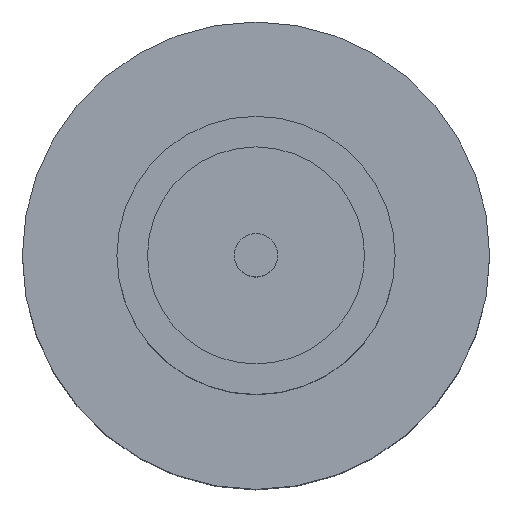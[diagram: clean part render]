
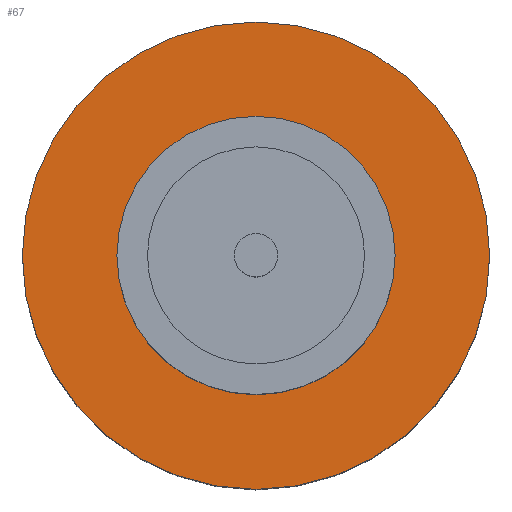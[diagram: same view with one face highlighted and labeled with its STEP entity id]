
A CAD part, top view. The second image highlights one B-rep face of the part: STEP entity #67.
In plain terms, the highlighted planar face has unit normal (0, 0, 1).
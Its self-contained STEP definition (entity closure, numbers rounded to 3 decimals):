
#3 = CIRCLE ( 'NONE', #556, 1.25 ) ;
#4 = CARTESIAN_POINT ( 'NONE',  ( 1.25, 0., 1.55 ) ) ;
#6 = DIRECTION ( 'NONE',  ( 1., 0., 0. ) ) ;
#20 = CARTESIAN_POINT ( 'NONE',  ( 2.1, 0., 1.55 ) ) ;
#41 = EDGE_LOOP ( 'NONE', ( #244, #831 ) ) ;
#55 = AXIS2_PLACEMENT_3D ( 'NONE', #374, #816, #373 ) ;
#62 = EDGE_CURVE ( 'NONE', #468, #509, #99, .T. ) ;
#67 = ADVANCED_FACE ( 'NONE', ( #187, #686 ), #143, .T. ) ;
#77 = DIRECTION ( 'NONE',  ( 1., 0., 0. ) ) ;
#99 = CIRCLE ( 'NONE', #263, 2.1 ) ;
#111 = VERTEX_POINT ( 'NONE', #4 ) ;
#143 = PLANE ( 'NONE',  #253 ) ;
#168 = VERTEX_POINT ( 'NONE', #592 ) ;
#187 = FACE_BOUND ( 'NONE', #41, .T. ) ;
#210 = CARTESIAN_POINT ( 'NONE',  ( 0., 0., 1.55 ) ) ;
#244 = ORIENTED_EDGE ( 'NONE', *, *, #631, .F. ) ;
#253 = AXIS2_PLACEMENT_3D ( 'NONE', #210, #679, #616 ) ;
#263 = AXIS2_PLACEMENT_3D ( 'NONE', #716, #412, #602 ) ;
#276 = CIRCLE ( 'NONE', #55, 1.25 ) ;
#303 = EDGE_LOOP ( 'NONE', ( #707, #563 ) ) ;
#331 = CIRCLE ( 'NONE', #818, 2.1 ) ;
#373 = DIRECTION ( 'NONE',  ( 1., 0., 0. ) ) ;
#374 = CARTESIAN_POINT ( 'NONE',  ( 0., 0., 1.55 ) ) ;
#412 = DIRECTION ( 'NONE',  ( 0., 0., 1. ) ) ;
#434 = DIRECTION ( 'NONE',  ( 0., 0., 1. ) ) ;
#436 = CARTESIAN_POINT ( 'NONE',  ( 0., 0., 1.55 ) ) ;
#441 = CARTESIAN_POINT ( 'NONE',  ( -2.1, 0., 1.55 ) ) ;
#456 = EDGE_CURVE ( 'NONE', #168, #111, #3, .T. ) ;
#468 = VERTEX_POINT ( 'NONE', #20 ) ;
#503 = EDGE_CURVE ( 'NONE', #509, #468, #331, .T. ) ;
#504 = CARTESIAN_POINT ( 'NONE',  ( 0., 0., 1.55 ) ) ;
#509 = VERTEX_POINT ( 'NONE', #441 ) ;
#556 = AXIS2_PLACEMENT_3D ( 'NONE', #504, #434, #6 ) ;
#560 = DIRECTION ( 'NONE',  ( 0., 0., 1. ) ) ;
#563 = ORIENTED_EDGE ( 'NONE', *, *, #62, .T. ) ;
#592 = CARTESIAN_POINT ( 'NONE',  ( -1.25, 0., 1.55 ) ) ;
#602 = DIRECTION ( 'NONE',  ( 1., 0., 0. ) ) ;
#616 = DIRECTION ( 'NONE',  ( 1., 0., 0. ) ) ;
#631 = EDGE_CURVE ( 'NONE', #111, #168, #276, .T. ) ;
#679 = DIRECTION ( 'NONE',  ( 0., 0., 1. ) ) ;
#686 = FACE_OUTER_BOUND ( 'NONE', #303, .T. ) ;
#707 = ORIENTED_EDGE ( 'NONE', *, *, #503, .T. ) ;
#716 = CARTESIAN_POINT ( 'NONE',  ( 0., 0., 1.55 ) ) ;
#816 = DIRECTION ( 'NONE',  ( 0., 0., 1. ) ) ;
#818 = AXIS2_PLACEMENT_3D ( 'NONE', #436, #560, #77 ) ;
#831 = ORIENTED_EDGE ( 'NONE', *, *, #456, .F. ) ;
